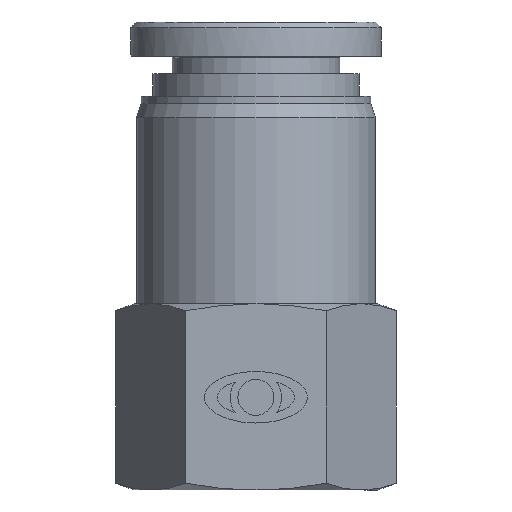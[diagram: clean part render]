
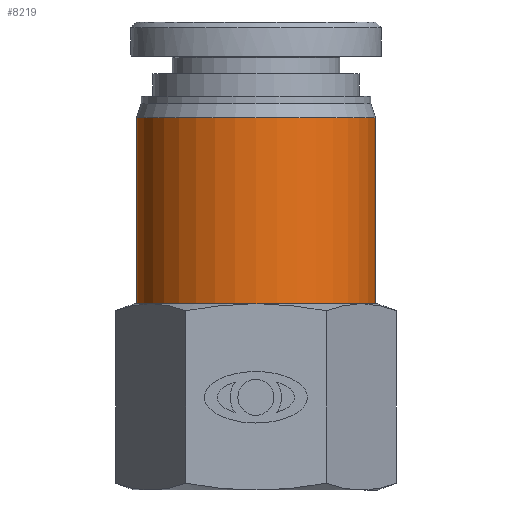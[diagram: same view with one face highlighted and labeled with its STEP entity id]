
A CAD part, front view. The second image highlights one B-rep face of the part: STEP entity #8219.
In plain terms, the highlighted cylindrical face has radius 8.35 mm (diameter 16.7 mm), a full revolution.
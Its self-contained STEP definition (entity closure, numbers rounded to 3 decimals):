
#8115=CARTESIAN_POINT('',(-8.35,13.0,0.0));
#8116=VERTEX_POINT('',#8115);
#8117=CARTESIAN_POINT('',(0.,13.0,0.0));
#8118=DIRECTION('',(0.0,1.0,0.0));
#8119=DIRECTION('',(-1.0,0.0,0.0));
#8120=AXIS2_PLACEMENT_3D('',#8117,#8118,#8119);
#8121=CIRCLE('',#8120,8.35);
#8122=EDGE_CURVE('',#8116,#8116,#8121,.T.);
#8200=CARTESIAN_POINT('',(0.,25.5,0.0));
#8201=DIRECTION('',(0.,1.0,0.0));
#8202=DIRECTION('',(-1.0,0.0,0.0));
#8203=AXIS2_PLACEMENT_3D('',#8200,#8201,#8202);
#8204=CYLINDRICAL_SURFACE('',#8203,8.35);
#8205=ORIENTED_EDGE('',*,*,#8122,.T.);
#8206=EDGE_LOOP('',(#8205));
#8207=FACE_OUTER_BOUND('',#8206,.T.);
#8208=CARTESIAN_POINT('',(-8.35,26.0,0.0));
#8209=VERTEX_POINT('',#8208);
#8210=CARTESIAN_POINT('',(0.,26.0,0.0));
#8211=DIRECTION('',(0.0,1.0,0.0));
#8212=DIRECTION('',(-1.0,0.0,0.0));
#8213=AXIS2_PLACEMENT_3D('',#8210,#8211,#8212);
#8214=CIRCLE('',#8213,8.35);
#8215=EDGE_CURVE('',#8209,#8209,#8214,.T.);
#8216=ORIENTED_EDGE('',*,*,#8215,.F.);
#8217=EDGE_LOOP('',(#8216));
#8218=FACE_BOUND('',#8217,.T.);
#8219=ADVANCED_FACE('',(#8207,#8218),#8204,.T.);
